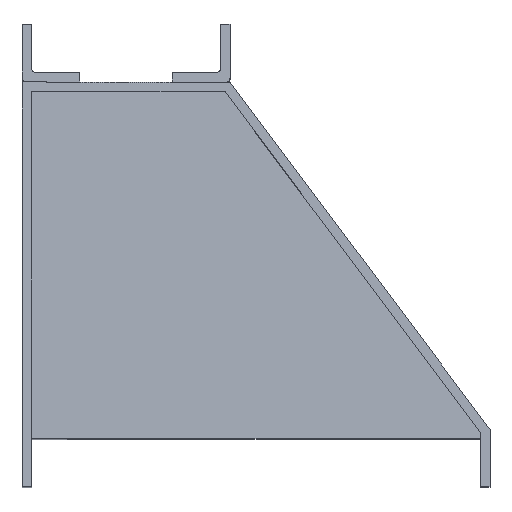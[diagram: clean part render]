
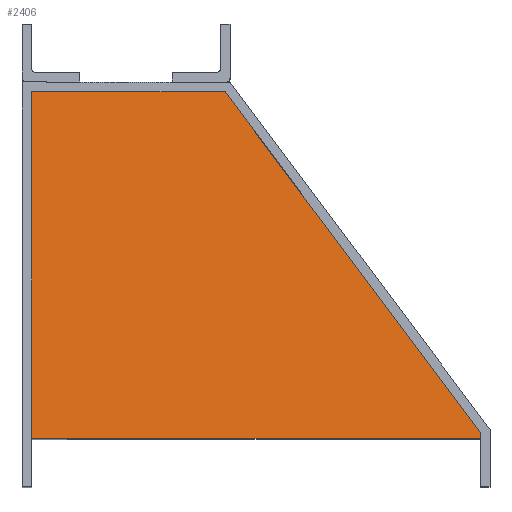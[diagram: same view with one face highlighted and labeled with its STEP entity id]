
A CAD part, top view. The second image highlights one B-rep face of the part: STEP entity #2406.
In plain terms, the highlighted planar face has unit normal (0.555, 0, 0.832).
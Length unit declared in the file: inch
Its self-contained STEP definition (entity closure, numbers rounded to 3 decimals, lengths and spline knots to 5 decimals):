
#147 = CARTESIAN_POINT ( 'NONE',  ( 0.25, -0.25, 8.6838 ) ) ;
#151 = DIRECTION ( 'NONE',  ( 0., 1., 0. ) ) ;
#159 = ORIENTED_EDGE ( 'NONE', *, *, #1594, .T. ) ;
#240 = CARTESIAN_POINT ( 'NONE',  ( 0.25, 8.75, 8.6838 ) ) ;
#294 = DIRECTION ( 'NONE',  ( -0.832, 0., 0.555 ) ) ;
#343 = EDGE_CURVE ( 'NONE', #2128, #1391, #2901, .T. ) ;
#356 = VERTEX_POINT ( 'NONE', #240 ) ;
#403 = ORIENTED_EDGE ( 'NONE', *, *, #1554, .F. ) ;
#441 = CARTESIAN_POINT ( 'NONE',  ( 8.31561, 4.69585, 3.30672 ) ) ;
#447 = EDGE_CURVE ( 'NONE', #1040, #1391, #2005, .T. ) ;
#463 = EDGE_CURVE ( 'NONE', #356, #1303, #1171, .T. ) ;
#488 = VECTOR ( 'NONE', #151, 39.37008 ) ;
#543 = DIRECTION ( 'NONE',  ( 0.555, 0., 0.832 ) ) ;
#635 = ORIENTED_EDGE ( 'NONE', *, *, #343, .F. ) ;
#748 = ORIENTED_EDGE ( 'NONE', *, *, #447, .T. ) ;
#749 = VECTOR ( 'NONE', #1689, 39.37008 ) ;
#803 = VECTOR ( 'NONE', #2987, 39.37008 ) ;
#855 = ORIENTED_EDGE ( 'NONE', *, *, #463, .T. ) ;
#909 = VECTOR ( 'NONE', #1926, 39.37008 ) ;
#932 = CARTESIAN_POINT ( 'NONE',  ( 0.25, 9., 8.6838 ) ) ;
#1040 = VERTEX_POINT ( 'NONE', #2668 ) ;
#1160 = VECTOR ( 'NONE', #294, 39.37008 ) ;
#1171 = LINE ( 'NONE', #932, #909 ) ;
#1245 = CARTESIAN_POINT ( 'NONE',  ( 4.08483, 8.75, 6.12724 ) ) ;
#1303 = VERTEX_POINT ( 'NONE', #147 ) ;
#1391 = VERTEX_POINT ( 'NONE', #2051 ) ;
#1491 = EDGE_LOOP ( 'NONE', ( #403, #748, #635, #159, #855 ) ) ;
#1515 = LINE ( 'NONE', #1245, #803 ) ;
#1554 = EDGE_CURVE ( 'NONE', #1040, #1303, #1800, .T. ) ;
#1594 = EDGE_CURVE ( 'NONE', #2128, #356, #1515, .T. ) ;
#1689 = DIRECTION ( 'NONE',  ( 0.557, -0.743, -0.371 ) ) ;
#1800 = LINE ( 'NONE', #2776, #1160 ) ;
#1926 = DIRECTION ( 'NONE',  ( 0., -1., 0. ) ) ;
#2005 = LINE ( 'NONE', #2977, #488 ) ;
#2051 = CARTESIAN_POINT ( 'NONE',  ( 11.9, -0.08333, 0.91713 ) ) ;
#2128 = VERTEX_POINT ( 'NONE', #3030 ) ;
#2406 = ADVANCED_FACE ( 'NONE', ( #2710 ), #3193, .T. ) ;
#2461 = DIRECTION ( 'NONE',  ( 0.832, 0., -0.555 ) ) ;
#2668 = CARTESIAN_POINT ( 'NONE',  ( 11.9, -0.25, 0.91713 ) ) ;
#2710 = FACE_OUTER_BOUND ( 'NONE', #1491, .T. ) ;
#2776 = CARTESIAN_POINT ( 'NONE',  ( 4.08483, -0.25, 6.12724 ) ) ;
#2846 = AXIS2_PLACEMENT_3D ( 'NONE', #2986, #543, #2461 ) ;
#2901 = LINE ( 'NONE', #441, #749 ) ;
#2977 = CARTESIAN_POINT ( 'NONE',  ( 11.9, 9., 0.91713 ) ) ;
#2986 = CARTESIAN_POINT ( 'NONE',  ( 12.28868, 9., 0.65801 ) ) ;
#2987 = DIRECTION ( 'NONE',  ( -0.832, 0., 0.555 ) ) ;
#3030 = CARTESIAN_POINT ( 'NONE',  ( 5.275, 8.75, 5.3338 ) ) ;
#3193 = PLANE ( 'NONE',  #2846 ) ;
